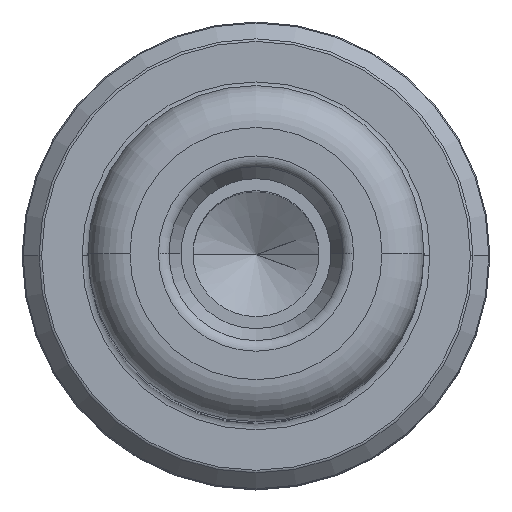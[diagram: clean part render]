
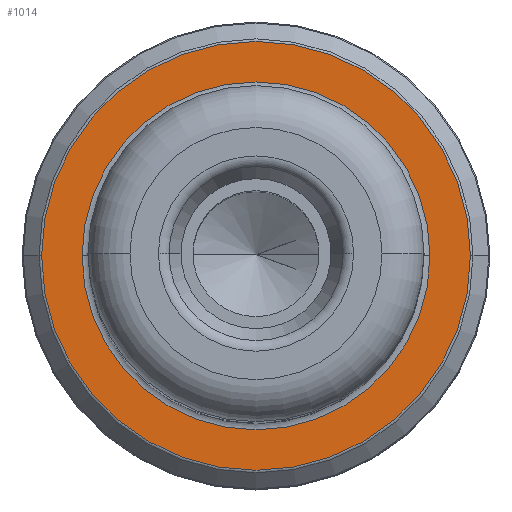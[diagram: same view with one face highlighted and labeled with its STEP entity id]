
A CAD part, top view. The second image highlights one B-rep face of the part: STEP entity #1014.
In plain terms, the highlighted planar face has unit normal (0, 0, 1).
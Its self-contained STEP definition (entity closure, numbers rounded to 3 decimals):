
#144 = CARTESIAN_POINT ( 'NONE',  ( -14.5, 0., 30. ) ) ;
#290 = EDGE_LOOP ( 'NONE', ( #1314, #1662 ) ) ;
#556 = CIRCLE ( 'NONE', #2784, 14.5 ) ;
#671 = DIRECTION ( 'NONE',  ( 0., 0., 1. ) ) ;
#711 = FACE_BOUND ( 'NONE', #3420, .T. ) ;
#912 = DIRECTION ( 'NONE',  ( 0., 0., 1. ) ) ;
#930 = DIRECTION ( 'NONE',  ( 0., 0., -1. ) ) ;
#939 = VERTEX_POINT ( 'NONE', #2433 ) ;
#967 = CARTESIAN_POINT ( 'NONE',  ( 0., 0., 30. ) ) ;
#1014 = ADVANCED_FACE ( 'NONE', ( #711, #3153 ), #2192, .T. ) ;
#1221 = CIRCLE ( 'NONE', #3438, 17.876 ) ;
#1314 = ORIENTED_EDGE ( 'NONE', *, *, #1543, .T. ) ;
#1323 = ORIENTED_EDGE ( 'NONE', *, *, #1870, .T. ) ;
#1543 = EDGE_CURVE ( 'NONE', #939, #3638, #1221, .T. ) ;
#1662 = ORIENTED_EDGE ( 'NONE', *, *, #3360, .T. ) ;
#1743 = CARTESIAN_POINT ( 'NONE',  ( 14.5, 0., 30. ) ) ;
#1764 = CARTESIAN_POINT ( 'NONE',  ( -17.876, 0., 30. ) ) ;
#1870 = EDGE_CURVE ( 'NONE', #3741, #3592, #556, .T. ) ;
#1882 = CIRCLE ( 'NONE', #2265, 17.876 ) ;
#1931 = DIRECTION ( 'NONE',  ( 1., 0., 0. ) ) ;
#2033 = DIRECTION ( 'NONE',  ( 0., 0., -1. ) ) ;
#2192 = PLANE ( 'NONE',  #3924 ) ;
#2265 = AXIS2_PLACEMENT_3D ( 'NONE', #967, #912, #3063 ) ;
#2383 = DIRECTION ( 'NONE',  ( 0., 0., 1. ) ) ;
#2433 = CARTESIAN_POINT ( 'NONE',  ( 17.876, 0., 30. ) ) ;
#2559 = AXIS2_PLACEMENT_3D ( 'NONE', #3922, #930, #3903 ) ;
#2627 = DIRECTION ( 'NONE',  ( -1., 0., 0. ) ) ;
#2739 = CARTESIAN_POINT ( 'NONE',  ( 0., 0., 30. ) ) ;
#2784 = AXIS2_PLACEMENT_3D ( 'NONE', #2965, #2033, #2627 ) ;
#2891 = EDGE_CURVE ( 'NONE', #3592, #3741, #3375, .T. ) ;
#2965 = CARTESIAN_POINT ( 'NONE',  ( 0., 0., 30. ) ) ;
#2992 = DIRECTION ( 'NONE',  ( 1., 0., 0. ) ) ;
#3008 = ORIENTED_EDGE ( 'NONE', *, *, #2891, .T. ) ;
#3063 = DIRECTION ( 'NONE',  ( 1., 0., 0. ) ) ;
#3153 = FACE_OUTER_BOUND ( 'NONE', #290, .T. ) ;
#3360 = EDGE_CURVE ( 'NONE', #3638, #939, #1882, .T. ) ;
#3375 = CIRCLE ( 'NONE', #2559, 14.5 ) ;
#3420 = EDGE_LOOP ( 'NONE', ( #3008, #1323 ) ) ;
#3438 = AXIS2_PLACEMENT_3D ( 'NONE', #2739, #2383, #2992 ) ;
#3467 = CARTESIAN_POINT ( 'NONE',  ( 0., 0., 30. ) ) ;
#3592 = VERTEX_POINT ( 'NONE', #144 ) ;
#3638 = VERTEX_POINT ( 'NONE', #1764 ) ;
#3741 = VERTEX_POINT ( 'NONE', #1743 ) ;
#3903 = DIRECTION ( 'NONE',  ( -1., 0., 0. ) ) ;
#3922 = CARTESIAN_POINT ( 'NONE',  ( 0., 0., 30. ) ) ;
#3924 = AXIS2_PLACEMENT_3D ( 'NONE', #3467, #671, #1931 ) ;
